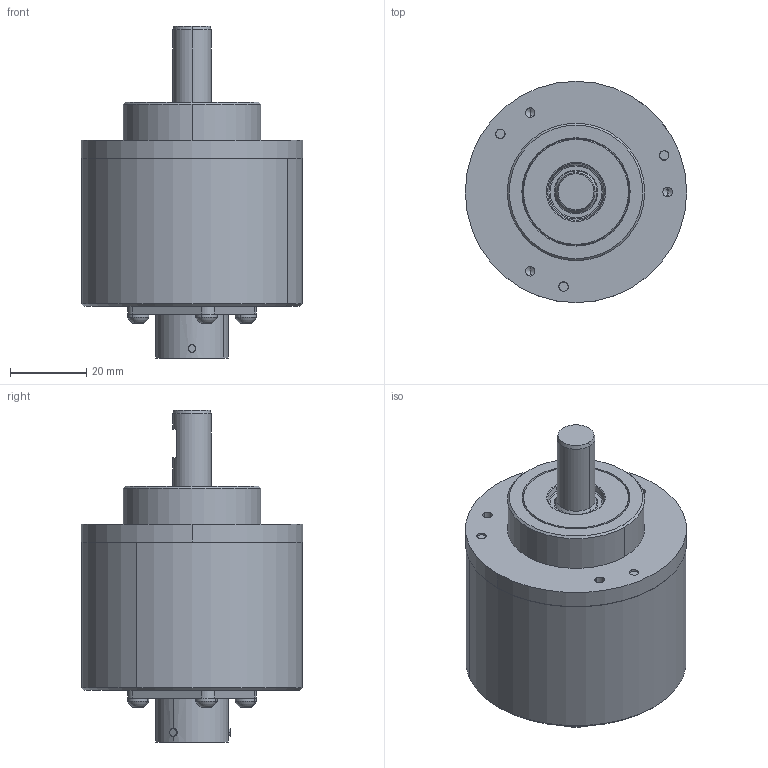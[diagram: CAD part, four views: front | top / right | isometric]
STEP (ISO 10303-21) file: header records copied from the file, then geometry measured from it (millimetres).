
FILE_DESCRIPTION((''),'2;1');
FILE_NAME('519667','2010-11-10T',('se2802'),(''),'PRO/ENGINEER BY PARAMETRIC TECHNOLOGY CORPORATION, 2010180','PRO/ENGINEER BY PARAMETRIC TECHNOLOGY CORPORATION, 2010180','');
FILE_SCHEMA(('CONFIG_CONTROL_DESIGN'));
Length unit declared in the file: millimetre
Products named in the file (1): 519667
Bounding box: 58 x 58 x 87 mm (x, y, z)
Volume: 127363.5 mm3; surface area: 18843.5 mm2
Topology: 1 solids, 3 shells, 925 faces, 2482 edges, 1635 vertices
Faces by surface type: extrusion 324, plane 302, cylinder 237, cone 26, torus 22, sphere 14
Entity records: 33276 total; most frequent: CARTESIAN_POINT 11070, ORIENTED_EDGE 4952, DIRECTION 3848, EDGE_CURVE 2476, VERTEX_POINT 1635, VECTOR 1314, AXIS2_PLACEMENT_3D 1267, B_SPLINE_CURVE_WITH_KNOTS 1144
